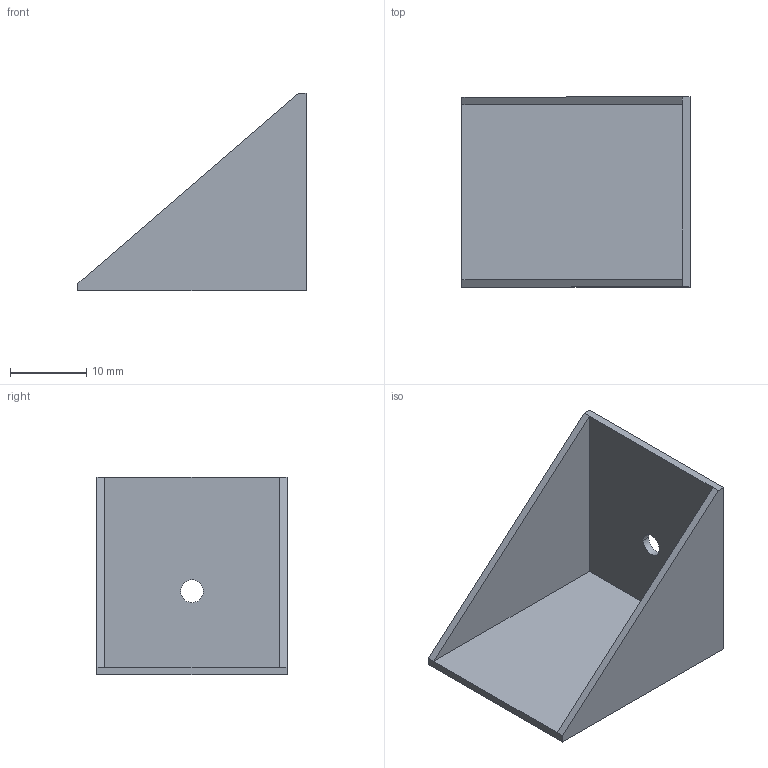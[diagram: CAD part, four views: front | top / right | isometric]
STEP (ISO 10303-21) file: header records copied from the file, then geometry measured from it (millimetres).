
FILE_DESCRIPTION (( 'STEP AP203' ), '1' );
FILE_NAME ('spring base_Default_sldprt.STEP', '2018-10-18T13:41:54', ( '' ), ( '' ), 'SwSTEP 2.0', 'SolidWorks 2017', '' );
FILE_SCHEMA (( 'CONFIG_CONTROL_DESIGN' ));
Length unit declared in the file: millimetre
Products named in the file (1): spring base_Default_sldprt
Bounding box: 30 x 25 x 26 mm (x, y, z)
Volume: 2092.9 mm3; surface area: 4323.9 mm2
Topology: 1 solids, 1 shells, 14 faces, 32 edges, 20 vertices
Faces by surface type: plane 12, cylinder 2
Entity records: 469 total; most frequent: CARTESIAN_POINT 67, DIRECTION 66, ORIENTED_EDGE 64, EDGE_CURVE 32, VECTOR 28, LINE 28, VERTEX_POINT 20, AXIS2_PLACEMENT_3D 19
